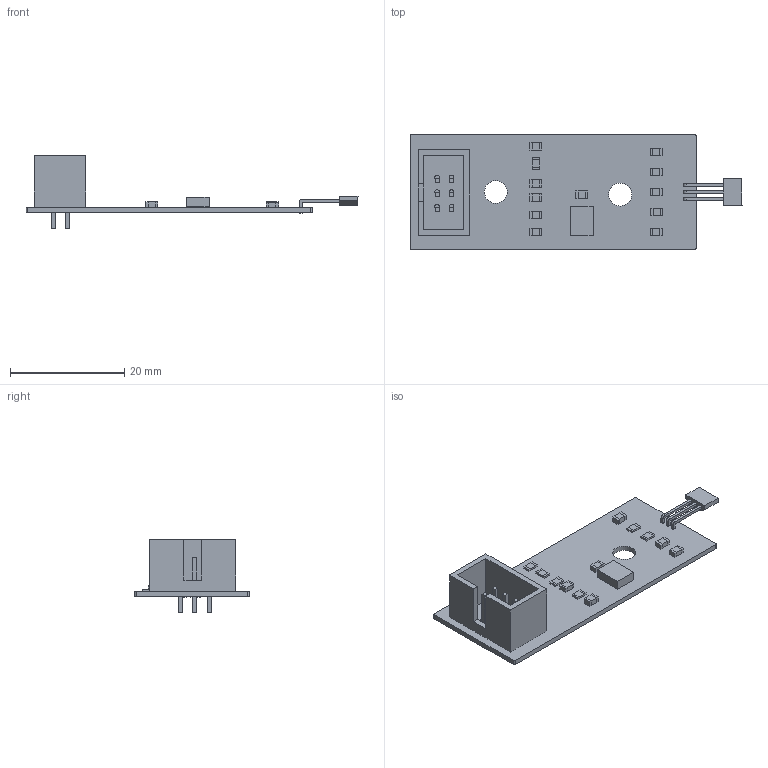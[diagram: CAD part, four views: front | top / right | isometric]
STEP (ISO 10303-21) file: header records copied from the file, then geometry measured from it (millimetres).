
FILE_DESCRIPTION(('Open CASCADE Model'),'2;1');
FILE_NAME('Open CASCADE Shape Model','2022-04-13T22:54:16',('Author'),( 'Open CASCADE'),'Open CASCADE STEP processor 6.8','Open CASCADE 6.8' ,'Unknown');
FILE_SCHEMA(('AUTOMOTIVE_DESIGN { 1 0 10303 214 1 1 1 1 }'));
Length unit declared in the file: millimetre
Products named in the file (38): PCB; Board; Open CASCADE STEP translator 6.8 1.1.1; U1; 6645362528; Extruded; R6; 6645354208; 6645355488; R5; R4; R3; R2; 6645356128; 6645362048; R1; LED2; 6645356368; 6645351568; LED1; HL1; SENSOR_HALL; CN1; IDC_MACHO_6_VIAS; C4; 6645357808; 6645361888; C3; C2; C1
Assembly tree (65 placements, depth 4):
  PCB
    Board
      Open CASCADE STEP translator 6.8 1.1.1
    U1
      6645362528
        Extruded
    R6
      6645354208
        Extruded
      6645355488  x2
        Extruded
    R5
      6645354208
        Extruded
      6645355488  x2
        Extruded
    R4
      6645354208
        Extruded
      6645355488  x2
        Extruded
    R3
      6645354208
        Extruded
      6645355488  x2
        Extruded
    R2
      6645356128
        Extruded
      6645362048  x2
        Extruded
    R1
      6645354208
        Extruded
      6645355488  x2
        Extruded
    LED2
      6645356368  x2
        Extruded
      6645351568
        Extruded
    LED1
      6645356368  x2
        Extruded
      6645351568
        Extruded
    HL1
      SENSOR_HALL
    CN1
      IDC_MACHO_6_VIAS
    C4
      6645357808
        Extruded
      6645361888  x2
        Extruded
    C3
      6645361888  x2
        Extruded
      6645357808
        Extruded
Bounding box: 58 x 20 x 12.6 mm (x, y, z)
Volume: 1377.6 mm3; surface area: 3639.6 mm2
Topology: 40 solids, 40 shells, 349 faces, 762 edges, 508 vertices
Faces by surface type: plane 331, cylinder 18
Full cylindrical faces by diameter (mm): 0.48 x3, 0.8 x6, 4 x2
Entity records: 6746 total; most frequent: CARTESIAN_POINT 957, DIRECTION 956, ORIENTED_EDGE 852, EDGE_CURVE 426, LINE 390, VECTOR 390, VERTEX_POINT 284, AXIS2_PLACEMENT_3D 283
